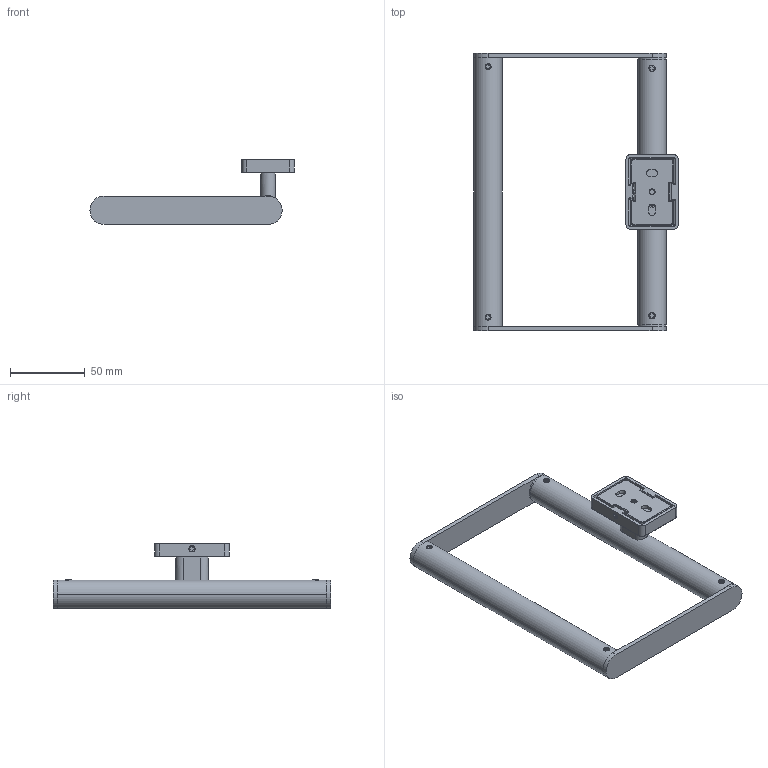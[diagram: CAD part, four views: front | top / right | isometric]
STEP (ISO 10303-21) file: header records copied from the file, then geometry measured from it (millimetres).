
FILE_DESCRIPTION((''),'2;1');
FILE_NAME('NV022-12_ASM','2021-05-02T',('Administrator'),(''),'PRO/ENGINEER BY PARAMETRIC TECHNOLOGY CORPORATION, 2009440','PRO/ENGINEER BY PARAMETRIC TECHNOLOGY CORPORATION, 2009440','');
FILE_SCHEMA(('CONFIG_CONTROL_DESIGN'));
Length unit declared in the file: millimetre
Products named in the file (16): NV022-00-02; NV022-12-01; NV022-12-02; MP5-15; NV022-00-01; MD5-10; NV022-12-04; NV022-12-03; NV022-12-06; MP5-8; NV022-12-1_ASM; MPA5-8; NV022-11-10; NV022-12-05V; MD5-10V; NV022-12_ASM
Assembly tree (25 placements, depth 3):
  NV022-12_ASM
    NV022-00-02
    NV022-12-01
    NV022-12-02
    MP5-15  x2
    NV022-00-01
    MD5-10  x2
    NV022-12-1_ASM
      NV022-12-04
      NV022-12-03  x2
      NV022-12-06  x2
      MP5-8  x2
    MPA5-8
    NV022-11-10  x2
    MP5-8  x2
    NV022-12-05V  x2
    MD5-10V  x2
Bounding box: 137 x 186 x 43.5 mm (x, y, z)
Volume: 54883.4 mm3; surface area: 72473.5 mm2
Topology: 25 solids, 25 shells, 1379 faces, 3525 edges, 2234 vertices
Faces by surface type: cylinder 464, plane 452, cone 241, bspline 131, extrusion 57, torus 30, sphere 4
Entity records: 44018 total; most frequent: CARTESIAN_POINT 24183, ORIENTED_EDGE 4356, DIRECTION 3496, EDGE_CURVE 2178, VERTEX_POINT 1379, AXIS2_PLACEMENT_3D 1198, VECTOR 1100, LINE 1043
